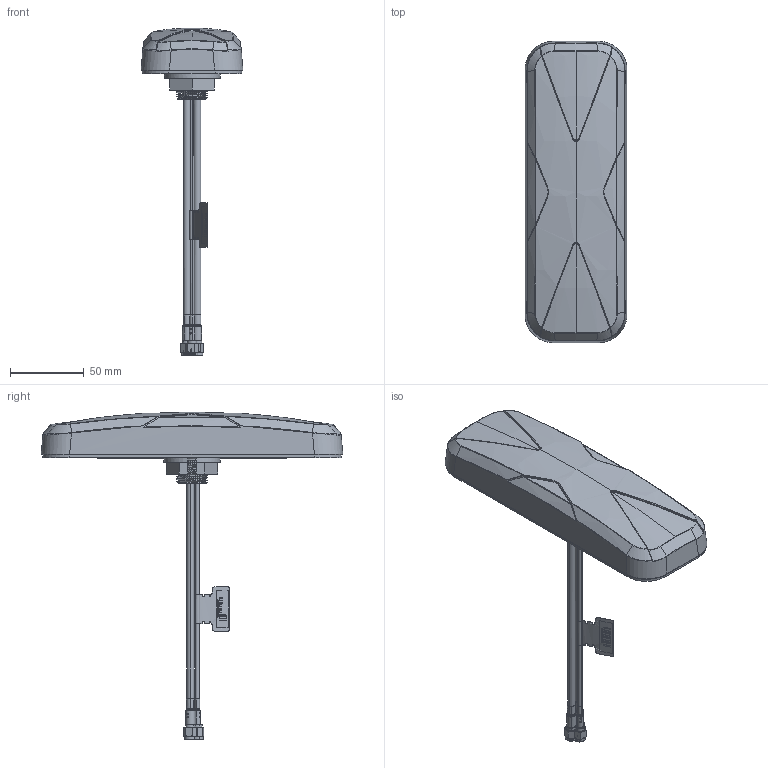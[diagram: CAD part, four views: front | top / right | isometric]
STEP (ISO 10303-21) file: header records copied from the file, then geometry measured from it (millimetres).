
FILE_DESCRIPTION (( 'STEP AP214' ), '1' );
FILE_NAME ('MA173.A.LBI.001_web.STEP', '2022-03-16T17:00:54', ( '' ), ( '' ), 'SwSTEP 2.0', 'SolidWorks 2018', '' );
FILE_SCHEMA (( 'AUTOMOTIVE_DESIGN' ));
Length unit declared in the file: millimetre
Products named in the file (1): MA173.A.LBI.001_web
Bounding box: 68.96 x 203.95 x 221.7 mm (x, y, z)
Surface area: 55075.7 mm2 (no closed solid volume)
Topology: 0 solids, 25 shells, 328 faces, 1200 edges, 845 vertices
Faces by surface type: cylinder 97, plane 93, bspline 82, torus 33, cone 23
Entity records: 41180 total; most frequent: CARTESIAN_POINT 30507, ORIENTED_EDGE 1853, EDGE_CURVE 1169, B_SPLINE_CURVE_WITH_KNOTS 1068, VERTEX_POINT 845, DIRECTION 494, EDGE_LOOP 374, UNCERTAINTY_MEASURE_WITH_UNIT 330
